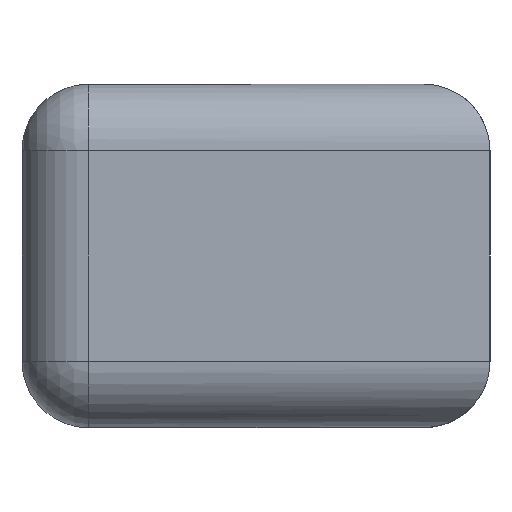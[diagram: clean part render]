
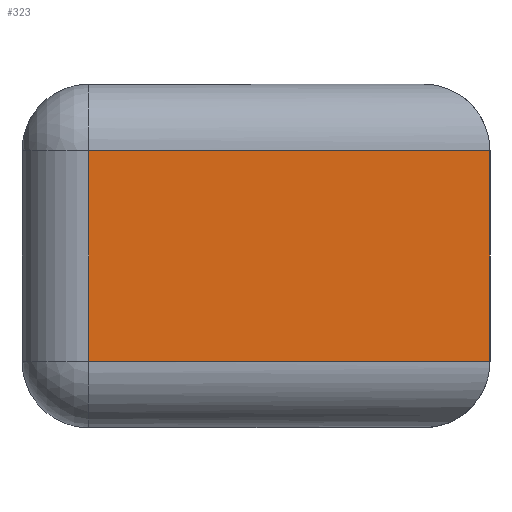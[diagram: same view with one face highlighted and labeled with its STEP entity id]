
A CAD part, left-side view. The second image highlights one B-rep face of the part: STEP entity #323.
In plain terms, the highlighted planar face has unit normal (-1, 0, 0).
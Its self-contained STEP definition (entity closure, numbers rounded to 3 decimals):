
#1 = DIRECTION ( 'NONE',  ( 1., 0., 0. ) ) ;
#38 = VERTEX_POINT ( 'NONE', #276 ) ;
#40 = VERTEX_POINT ( 'NONE', #618 ) ;
#44 = VECTOR ( 'NONE', #61, 1000. ) ;
#61 = DIRECTION ( 'NONE',  ( 0., 1., 0. ) ) ;
#73 = DIRECTION ( 'NONE',  ( 0., 0., -1. ) ) ;
#101 = VERTEX_POINT ( 'NONE', #191 ) ;
#137 = LINE ( 'NONE', #602, #408 ) ;
#145 = ORIENTED_EDGE ( 'NONE', *, *, #326, .F. ) ;
#153 = AXIS2_PLACEMENT_3D ( 'NONE', #159, #1, #254 ) ;
#159 = CARTESIAN_POINT ( 'NONE',  ( 0., 0., 36. ) ) ;
#161 = ORIENTED_EDGE ( 'NONE', *, *, #355, .T. ) ;
#191 = CARTESIAN_POINT ( 'NONE',  ( 0., 0., 29. ) ) ;
#217 = LINE ( 'NONE', #262, #600 ) ;
#225 = ORIENTED_EDGE ( 'NONE', *, *, #489, .T. ) ;
#235 = VERTEX_POINT ( 'NONE', #534 ) ;
#253 = CARTESIAN_POINT ( 'NONE',  ( 0., 0., 7. ) ) ;
#254 = DIRECTION ( 'NONE',  ( 0., 0., -1. ) ) ;
#262 = CARTESIAN_POINT ( 'NONE',  ( 0., 0., 36. ) ) ;
#276 = CARTESIAN_POINT ( 'NONE',  ( 0., 0., 7. ) ) ;
#312 = FACE_OUTER_BOUND ( 'NONE', #400, .T. ) ;
#323 = ADVANCED_FACE ( 'NONE', ( #312 ), #456, .F. ) ;
#326 = EDGE_CURVE ( 'NONE', #101, #38, #217, .T. ) ;
#355 = EDGE_CURVE ( 'NONE', #101, #40, #360, .T. ) ;
#360 = LINE ( 'NONE', #459, #44 ) ;
#381 = EDGE_CURVE ( 'NONE', #235, #38, #506, .T. ) ;
#400 = EDGE_LOOP ( 'NONE', ( #225, #529, #145, #161 ) ) ;
#408 = VECTOR ( 'NONE', #73, 1000. ) ;
#432 = VECTOR ( 'NONE', #546, 1000. ) ;
#456 = PLANE ( 'NONE',  #153 ) ;
#459 = CARTESIAN_POINT ( 'NONE',  ( 0., 0., 29. ) ) ;
#489 = EDGE_CURVE ( 'NONE', #40, #235, #137, .T. ) ;
#506 = LINE ( 'NONE', #253, #432 ) ;
#529 = ORIENTED_EDGE ( 'NONE', *, *, #381, .T. ) ;
#534 = CARTESIAN_POINT ( 'NONE',  ( 0., 42., 7. ) ) ;
#544 = DIRECTION ( 'NONE',  ( 0., 0., -1. ) ) ;
#546 = DIRECTION ( 'NONE',  ( 0., -1., 0. ) ) ;
#600 = VECTOR ( 'NONE', #544, 1000. ) ;
#602 = CARTESIAN_POINT ( 'NONE',  ( 0., 42., 36. ) ) ;
#618 = CARTESIAN_POINT ( 'NONE',  ( 0., 42., 29. ) ) ;
